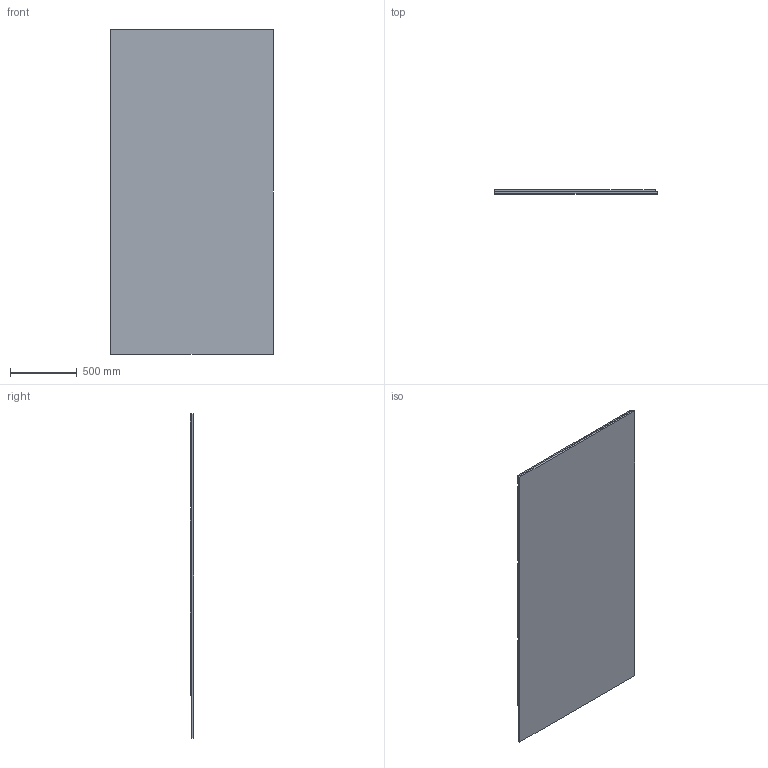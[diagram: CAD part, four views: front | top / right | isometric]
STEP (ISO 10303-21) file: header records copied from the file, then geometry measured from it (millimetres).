
FILE_DESCRIPTION(/* description */ (''),/* implementation_level */ '2;1');
FILE_NAME(/* name */ 'Lote Tabla Asimetrica.stp',/* time_stamp */ '2023-03-19T19:54:18-05:00',/* author */ ('Juan'),/* organization */ (''),/* preprocessor_version */ 'ST-DEVELOPER v19',/* originating_system */ 'Autodesk Inventor 2023',/* authorisation */ '');
FILE_SCHEMA (('AUTOMOTIVE_DESIGN { 1 0 10303 214 3 1 1 }'));
Length unit declared in the file: millimetre
Products named in the file (3): Corte Casa Gato; Tablero Base; CGV1 Pieza Base
Assembly tree (13 placements, depth 2):
  Corte Casa Gato
    Tablero Base
    CGV1 Pieza Base  x12
Bounding box: 1220 x 27 x 2440 mm (x, y, z)
Volume: 73758000 mm3; surface area: 11289016 mm2
Topology: 13 solids, 13 shells, 174 faces, 444 edges, 296 vertices
Faces by surface type: plane 174
Entity records: 774 total; most frequent: DIRECTION 120, CARTESIAN_POINT 116, ORIENTED_EDGE 96, LINE 48, VECTOR 48, EDGE_CURVE 48, AXIS2_PLACEMENT_3D 36, VERTEX_POINT 32
